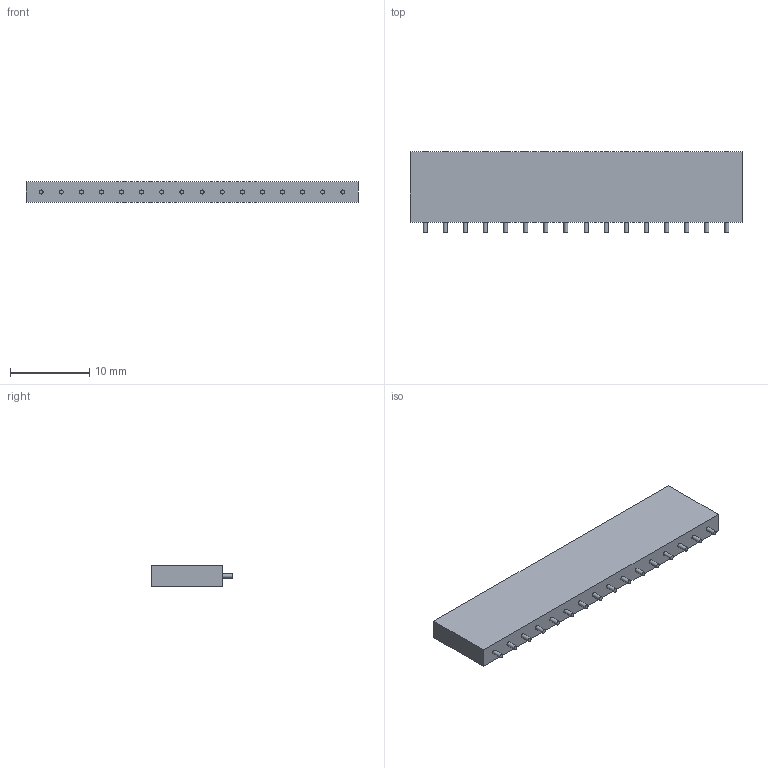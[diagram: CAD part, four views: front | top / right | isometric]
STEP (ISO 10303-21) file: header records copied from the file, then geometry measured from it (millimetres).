
FILE_DESCRIPTION(('HOOPS Exchange Step'),'2;1');
FILE_NAME('53b96c36e17cfeea43a049b73245698320200328-3483-rg6a74.SLDPRT.step','2020-03-28T05:27:31+00:00',('converter2'),('Unknown organisation'),'HOOPS Exchange 2019.2','HOOPS Exchange','Unknown authorisation');
FILE_SCHEMA( ('AUTOMOTIVE_DESIGN { 1 0 10303 214 1 1 1 1 }') );
Length unit declared in the file: inch
Products named in the file (2): Default; 53b96c36e17cfeea43a049b73245698320200328-3483-rg6a74
Assembly tree (1 placements, depth 2):
  53b96c36e17cfeea43a049b73245698320200328-3483-rg6a74
    Default
Bounding box: 41.91 x 10.16 x 2.54 mm (x, y, z)
Volume: 942.2 mm3; surface area: 1100.5 mm2
Topology: 1 solids, 1 shells, 70 faces, 108 edges, 72 vertices
Faces by surface type: plane 38, cylinder 32
Full cylindrical faces by diameter (mm): 0.508 x32
Entity records: 1647 total; most frequent: DIRECTION 318, CARTESIAN_POINT 253, ORIENTED_EDGE 216, AXIS2_PLACEMENT_3D 137, EDGE_CURVE 108, EDGE_LOOP 102, FACE_BOUND 102, VERTEX_POINT 72
